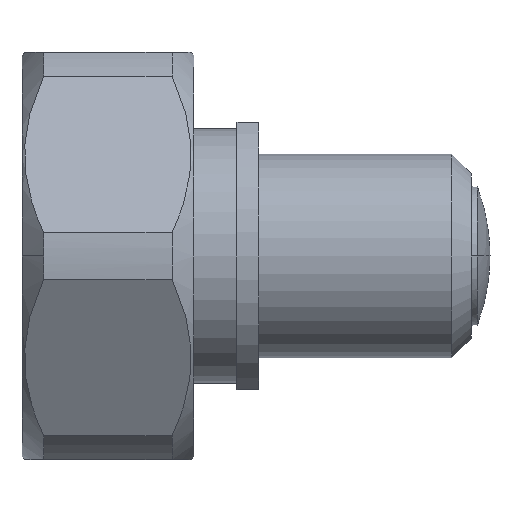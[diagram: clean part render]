
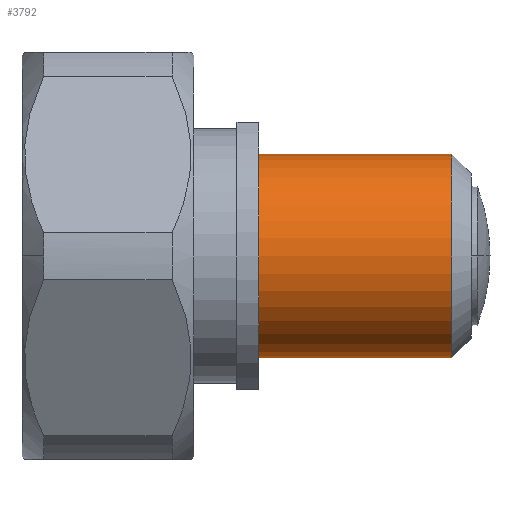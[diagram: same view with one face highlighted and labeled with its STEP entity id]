
A CAD part, front view. The second image highlights one B-rep face of the part: STEP entity #3792.
In plain terms, the highlighted cylindrical face has radius 8 mm (diameter 16 mm), a partial arc.
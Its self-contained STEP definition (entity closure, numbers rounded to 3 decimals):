
#283 = DIRECTION ( 'NONE',  ( 0., 0., -1. ) ) ;
#342 = ORIENTED_EDGE ( 'NONE', *, *, #2650, .T. ) ;
#377 = ORIENTED_EDGE ( 'NONE', *, *, #2020, .T. ) ;
#668 = CARTESIAN_POINT ( 'NONE',  ( 33.5, 0., -8. ) ) ;
#680 = VERTEX_POINT ( 'NONE', #4727 ) ;
#870 = CYLINDRICAL_SURFACE ( 'NONE', #4554, 8. ) ;
#880 = DIRECTION ( 'NONE',  ( -1., 0., 0. ) ) ;
#909 = EDGE_LOOP ( 'NONE', ( #2210, #377, #342, #3780 ) ) ;
#985 = VERTEX_POINT ( 'NONE', #4178 ) ;
#1037 = AXIS2_PLACEMENT_3D ( 'NONE', #3120, #2764, #3073 ) ;
#1239 = CARTESIAN_POINT ( 'NONE',  ( 35., 0., -8. ) ) ;
#1321 = VERTEX_POINT ( 'NONE', #3881 ) ;
#1846 = VERTEX_POINT ( 'NONE', #668 ) ;
#2010 = DIRECTION ( 'NONE',  ( 0., 0., 1. ) ) ;
#2020 = EDGE_CURVE ( 'NONE', #1846, #985, #2852, .T. ) ;
#2087 = DIRECTION ( 'NONE',  ( -1., 0., 0. ) ) ;
#2099 = CARTESIAN_POINT ( 'NONE',  ( 33.5, 0., 0. ) ) ;
#2210 = ORIENTED_EDGE ( 'NONE', *, *, #2757, .F. ) ;
#2650 = EDGE_CURVE ( 'NONE', #985, #1321, #3327, .T. ) ;
#2719 = CARTESIAN_POINT ( 'NONE',  ( 35., 0., 0. ) ) ;
#2721 = CIRCLE ( 'NONE', #1037, 8. ) ;
#2757 = EDGE_CURVE ( 'NONE', #1846, #680, #4174, .T. ) ;
#2764 = DIRECTION ( 'NONE',  ( 1., 0., 0. ) ) ;
#2852 = CIRCLE ( 'NONE', #3079, 8. ) ;
#3073 = DIRECTION ( 'NONE',  ( 0., 0., -1. ) ) ;
#3079 = AXIS2_PLACEMENT_3D ( 'NONE', #2099, #3565, #283 ) ;
#3120 = CARTESIAN_POINT ( 'NONE',  ( 18.3, 0., 0. ) ) ;
#3216 = CARTESIAN_POINT ( 'NONE',  ( 35., 0., 8. ) ) ;
#3247 = VECTOR ( 'NONE', #880, 1000. ) ;
#3327 = LINE ( 'NONE', #3216, #4114 ) ;
#3565 = DIRECTION ( 'NONE',  ( -1., 0., 0. ) ) ;
#3775 = EDGE_CURVE ( 'NONE', #1321, #680, #2721, .T. ) ;
#3780 = ORIENTED_EDGE ( 'NONE', *, *, #3775, .T. ) ;
#3792 = ADVANCED_FACE ( 'NONE', ( #4163 ), #870, .T. ) ;
#3881 = CARTESIAN_POINT ( 'NONE',  ( 18.3, 0., 8. ) ) ;
#4114 = VECTOR ( 'NONE', #2087, 1000. ) ;
#4163 = FACE_OUTER_BOUND ( 'NONE', #909, .T. ) ;
#4174 = LINE ( 'NONE', #1239, #3247 ) ;
#4178 = CARTESIAN_POINT ( 'NONE',  ( 33.5, 0., 8. ) ) ;
#4554 = AXIS2_PLACEMENT_3D ( 'NONE', #2719, #4564, #2010 ) ;
#4564 = DIRECTION ( 'NONE',  ( -1., 0., 0. ) ) ;
#4727 = CARTESIAN_POINT ( 'NONE',  ( 18.3, 0., -8. ) ) ;
